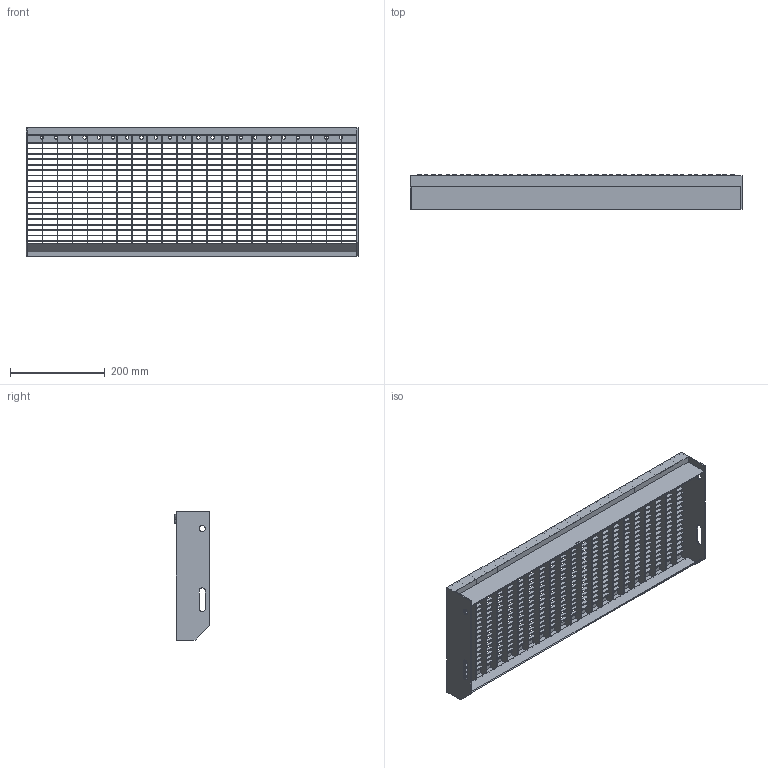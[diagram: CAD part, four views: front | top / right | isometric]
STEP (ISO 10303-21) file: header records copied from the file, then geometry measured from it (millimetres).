
FILE_DESCRIPTION (( 'STEP AP203' ), '1' );
FILE_NAME ('40.702731.7.step', '2015-10-04T07:13:33', ( '' ), ( '' ), 'SwSTEP 2.0', 'SolidWorks 2015', '' );
FILE_SCHEMA (( 'CONFIG_CONTROL_DESIGN' ));
Length unit declared in the file: millimetre
Products named in the file (1): 40.702731.7
Bounding box: 700 x 72.67 x 270 mm (x, y, z)
Volume: 712478.5 mm3; surface area: 857631.6 mm2
Topology: 33 solids, 33 shells, 784 faces, 1967 edges, 1294 vertices
Faces by surface type: plane 523, cylinder 100, cone 90, bspline 71
Entity records: 27526 total; most frequent: CARTESIAN_POINT 8557, ORIENTED_EDGE 3934, DIRECTION 3649, EDGE_CURVE 1967, LINE 1429, VECTOR 1429, VERTEX_POINT 1294, AXIS2_PLACEMENT_3D 1110
